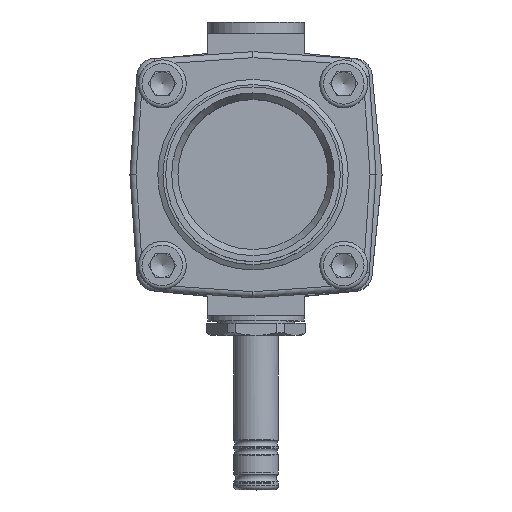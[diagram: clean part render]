
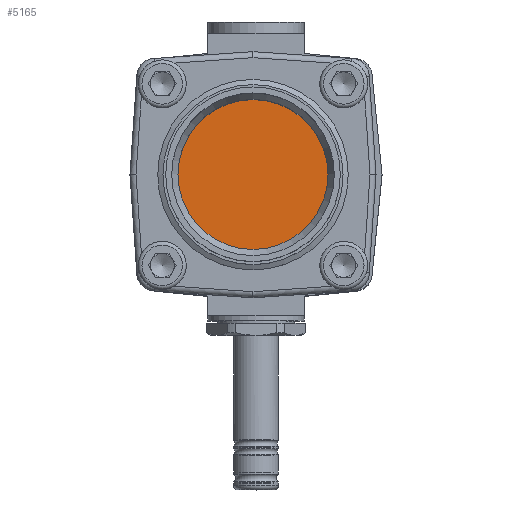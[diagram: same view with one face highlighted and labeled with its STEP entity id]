
A CAD part, top view. The second image highlights one B-rep face of the part: STEP entity #5165.
In plain terms, the highlighted planar face has unit normal (0, 0, 1).
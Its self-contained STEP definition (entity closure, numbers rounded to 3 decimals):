
#1160=FACE_OUTER_BOUND('',#1495,.T.);
#1495=EDGE_LOOP('',(#3857,#3858));
#1840=CIRCLE('',#5622,25.);
#1841=CIRCLE('',#5623,25.);
#2200=VERTEX_POINT('',#8775);
#2201=VERTEX_POINT('',#8777);
#2772=EDGE_CURVE('',#2201,#2200,#1840,.T.);
#2773=EDGE_CURVE('',#2200,#2201,#1841,.T.);
#3857=ORIENTED_EDGE('',*,*,#2772,.T.);
#3858=ORIENTED_EDGE('',*,*,#2773,.T.);
#4915=PLANE('',#5673);
#5165=ADVANCED_FACE('',(#1160),#4915,.F.);
#5622=AXIS2_PLACEMENT_3D('',#8778,#6589,#6590);
#5623=AXIS2_PLACEMENT_3D('',#8779,#6591,#6592);
#5673=AXIS2_PLACEMENT_3D('',#9199,#6736,#6737);
#6589=DIRECTION('center_axis',(0.,0.,1.));
#6590=DIRECTION('ref_axis',(0.,1.,0.));
#6591=DIRECTION('center_axis',(0.,0.,1.));
#6592=DIRECTION('ref_axis',(0.,1.,0.));
#6736=DIRECTION('center_axis',(0.,0.,-1.));
#6737=DIRECTION('ref_axis',(-1.,0.,0.));
#8775=CARTESIAN_POINT('',(3.563,-35.002,160.7));
#8777=CARTESIAN_POINT('',(3.563,14.998,160.7));
#8778=CARTESIAN_POINT('Origin',(3.563,-10.002,160.7));
#8779=CARTESIAN_POINT('Origin',(3.563,-10.002,160.7));
#9199=CARTESIAN_POINT('Origin',(-23.437,-10.002,160.7));
